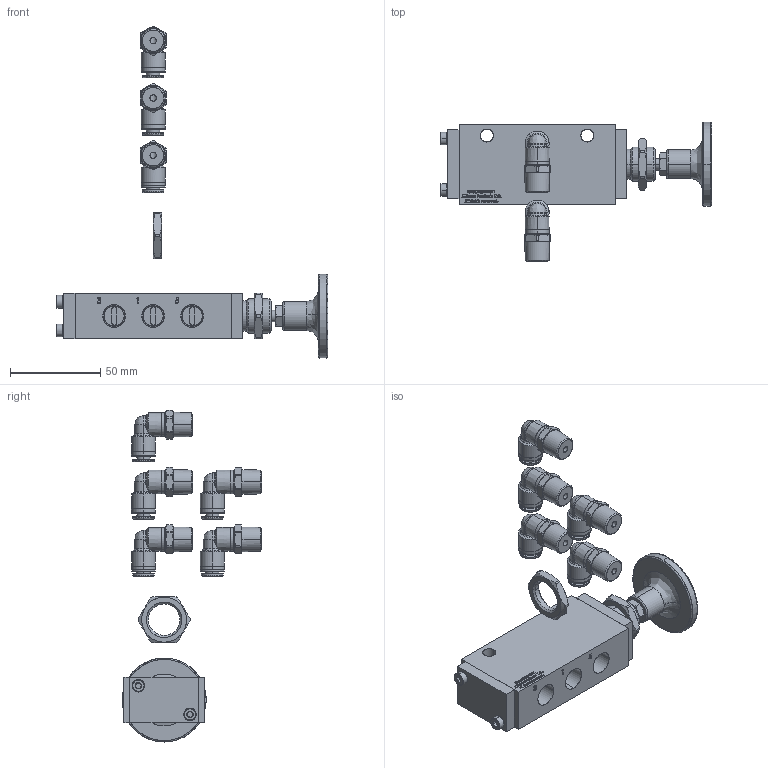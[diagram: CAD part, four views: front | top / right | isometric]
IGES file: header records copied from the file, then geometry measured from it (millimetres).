
Start section: SolidWorks IGES file using analytic representation for surfaces
Global section: file name: B2400-B73-VALVE-.25-NPT-5-2-VC-PPDET.IGS; native system: SolidWorks 2018; preprocessor: SolidWorks 2018; author: OMEGA801; date: 220525.220905; units: inch
Bounding box: 150.13 x 77.3 x 183.74 mm (x, y, z)
Surface area: 45074.9 mm2 (no closed solid volume)
Topology: 0 solids, 0 shells, 2075 faces, 25283 edges, 25278 vertices
Faces by surface type: bspline 1608, revolution 467
